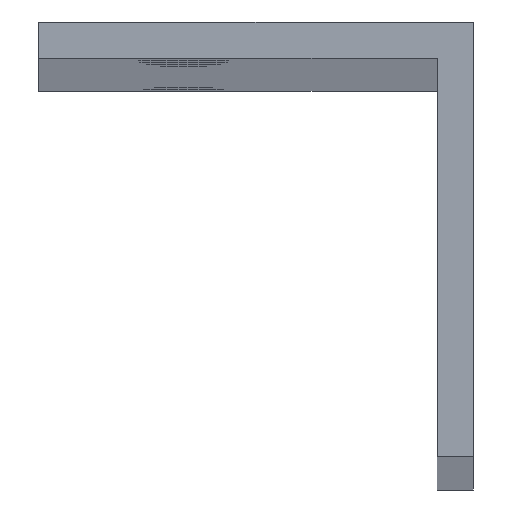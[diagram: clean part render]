
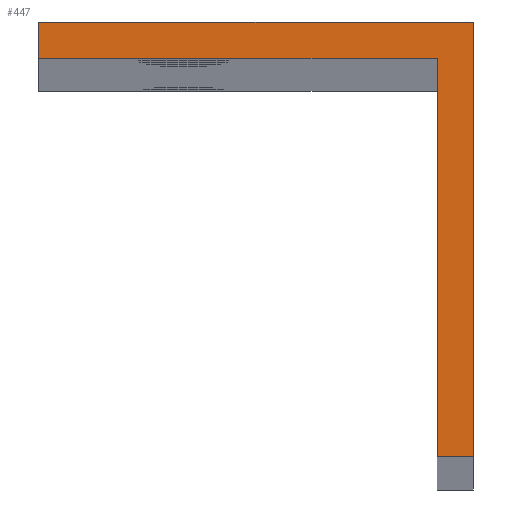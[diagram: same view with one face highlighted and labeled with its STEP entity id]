
A CAD part, top view. The second image highlights one B-rep face of the part: STEP entity #447.
In plain terms, the highlighted planar face has unit normal (0, 0, 1).
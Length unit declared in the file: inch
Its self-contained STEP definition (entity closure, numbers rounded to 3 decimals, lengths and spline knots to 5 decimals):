
#17=LINE('',#731,#35);
#21=LINE('',#738,#39);
#24=LINE('',#744,#42);
#27=LINE('',#750,#45);
#30=LINE('',#756,#48);
#32=LINE('',#759,#50);
#35=VECTOR('',#618,39.37008);
#39=VECTOR('',#624,39.37008);
#42=VECTOR('',#629,39.37008);
#45=VECTOR('',#634,39.37008);
#48=VECTOR('',#639,39.37008);
#50=VECTOR('',#643,39.37008);
#57=PLANE('',#520);
#125=FACE_OUTER_BOUND('',#193,.T.);
#193=EDGE_LOOP('',(#399,#400,#401,#402,#403,#404));
#257=VERTEX_POINT('',#728);
#258=VERTEX_POINT('',#730);
#260=VERTEX_POINT('',#736);
#262=VERTEX_POINT('',#742);
#264=VERTEX_POINT('',#748);
#266=VERTEX_POINT('',#754);
#299=EDGE_CURVE('',#258,#257,#17,.T.);
#303=EDGE_CURVE('',#257,#260,#21,.T.);
#306=EDGE_CURVE('',#260,#262,#24,.T.);
#309=EDGE_CURVE('',#262,#264,#27,.T.);
#312=EDGE_CURVE('',#264,#266,#30,.T.);
#314=EDGE_CURVE('',#266,#258,#32,.T.);
#399=ORIENTED_EDGE('',*,*,#299,.T.);
#400=ORIENTED_EDGE('',*,*,#303,.T.);
#401=ORIENTED_EDGE('',*,*,#306,.T.);
#402=ORIENTED_EDGE('',*,*,#309,.T.);
#403=ORIENTED_EDGE('',*,*,#312,.T.);
#404=ORIENTED_EDGE('',*,*,#314,.T.);
#447=ADVANCED_FACE('',(#125),#57,.T.);
#520=AXIS2_PLACEMENT_3D('',#760,#644,#645);
#618=DIRECTION('',(0.,1.,0.));
#624=DIRECTION('',(-1.,0.,0.));
#629=DIRECTION('',(0.,-1.,0.));
#634=DIRECTION('',(1.,0.,0.));
#639=DIRECTION('',(0.,-1.,0.));
#643=DIRECTION('',(1.,0.,0.));
#644=DIRECTION('center_axis',(0.,0.,1.));
#645=DIRECTION('ref_axis',(1.,0.,0.));
#728=CARTESIAN_POINT('',(0.,0.,65.4375));
#730=CARTESIAN_POINT('',(0.,-1.5,65.4375));
#731=CARTESIAN_POINT('',(0.,-1.5,65.4375));
#736=CARTESIAN_POINT('',(-1.5,0.,65.4375));
#738=CARTESIAN_POINT('',(0.,0.,65.4375));
#742=CARTESIAN_POINT('',(-1.5,-0.125,65.4375));
#744=CARTESIAN_POINT('',(-1.5,0.,65.4375));
#748=CARTESIAN_POINT('',(-0.125,-0.125,65.4375));
#750=CARTESIAN_POINT('',(-1.5,-0.125,65.4375));
#754=CARTESIAN_POINT('',(-0.125,-1.5,65.4375));
#756=CARTESIAN_POINT('',(-0.125,-0.125,65.4375));
#759=CARTESIAN_POINT('',(-0.125,-1.5,65.4375));
#760=CARTESIAN_POINT('Origin',(0.,0.,65.4375));
